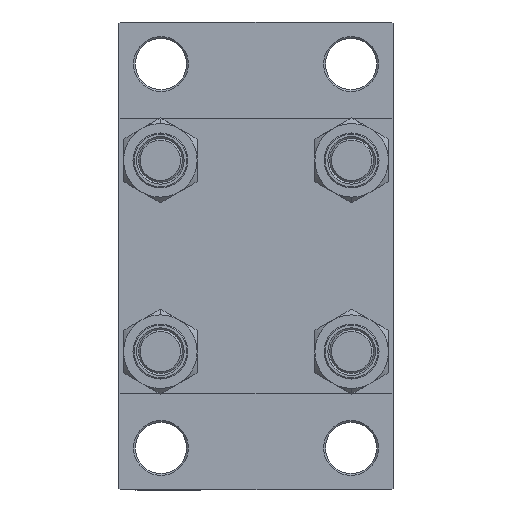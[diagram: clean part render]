
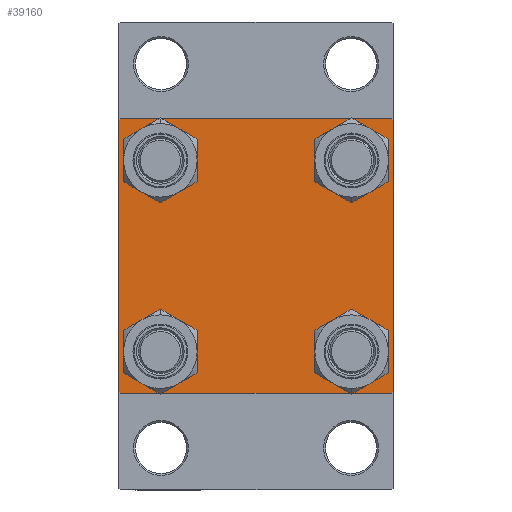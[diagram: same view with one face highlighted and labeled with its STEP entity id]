
A CAD part, left-side view. The second image highlights one B-rep face of the part: STEP entity #39160.
In plain terms, the highlighted planar face has unit normal (-1, 0, 0).
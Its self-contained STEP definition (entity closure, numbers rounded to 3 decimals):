
#13 = EDGE_CURVE ( 'NONE', #24942, #14391, #21950, .T. ) ;
#76 = VERTEX_POINT ( 'NONE', #41429 ) ;
#369 = VECTOR ( 'NONE', #11864, 1000. ) ;
#995 = VERTEX_POINT ( 'NONE', #8503 ) ;
#1008 = DIRECTION ( 'NONE',  ( 0., -0.707, 0.707 ) ) ;
#1308 = DIRECTION ( 'NONE',  ( 0., 0., 1. ) ) ;
#1584 = ORIENTED_EDGE ( 'NONE', *, *, #36925, .F. ) ;
#1905 = EDGE_CURVE ( 'NONE', #76, #32466, #35572, .T. ) ;
#2313 = LINE ( 'NONE', #9755, #39664 ) ;
#2713 = ORIENTED_EDGE ( 'NONE', *, *, #29608, .T. ) ;
#2772 = PLANE ( 'NONE',  #21787 ) ;
#3485 = DIRECTION ( 'NONE',  ( 0., 0., 1. ) ) ;
#4172 = EDGE_LOOP ( 'NONE', ( #26272, #34611, #17659, #14708, #18677, #14341, #1584, #32652 ) ) ;
#4524 = EDGE_CURVE ( 'NONE', #29490, #12436, #7646, .T. ) ;
#4931 = CARTESIAN_POINT ( 'NONE',  ( 0., -26.15, -26.15 ) ) ;
#5066 = VECTOR ( 'NONE', #38895, 1000. ) ;
#5536 = ORIENTED_EDGE ( 'NONE', *, *, #43072, .T. ) ;
#5666 = CARTESIAN_POINT ( 'NONE',  ( 0., -26.15, -26.15 ) ) ;
#5679 = DIRECTION ( 'NONE',  ( 0., 0., -1. ) ) ;
#6016 = VERTEX_POINT ( 'NONE', #45463 ) ;
#6164 = AXIS2_PLACEMENT_3D ( 'NONE', #47131, #21389, #14157 ) ;
#6225 = EDGE_LOOP ( 'NONE', ( #21381, #14282 ) ) ;
#6808 = EDGE_CURVE ( 'NONE', #11783, #30972, #8804, .T. ) ;
#7618 = AXIS2_PLACEMENT_3D ( 'NONE', #5666, #15790, #16722 ) ;
#7646 = CIRCLE ( 'NONE', #26864, 6.5 ) ;
#8503 = CARTESIAN_POINT ( 'NONE',  ( 0., -37.5, 37. ) ) ;
#8594 = CARTESIAN_POINT ( 'NONE',  ( 0., 26.15, -26.15 ) ) ;
#8804 = CIRCLE ( 'NONE', #42212, 6.5 ) ;
#8895 = CARTESIAN_POINT ( 'NONE',  ( 0., 26.15, 32.65 ) ) ;
#9705 = CARTESIAN_POINT ( 'NONE',  ( 0., 26.15, 26.15 ) ) ;
#9755 = CARTESIAN_POINT ( 'NONE',  ( 0., -37.5, 37.5 ) ) ;
#11097 = CIRCLE ( 'NONE', #45657, 6.5 ) ;
#11158 = ORIENTED_EDGE ( 'NONE', *, *, #18886, .T. ) ;
#11783 = VERTEX_POINT ( 'NONE', #28455 ) ;
#11864 = DIRECTION ( 'NONE',  ( 0., -1., 0. ) ) ;
#12204 = DIRECTION ( 'NONE',  ( 0., 0., 1. ) ) ;
#12436 = VERTEX_POINT ( 'NONE', #47281 ) ;
#12450 = DIRECTION ( 'NONE',  ( 0., 0., 1. ) ) ;
#12833 = EDGE_CURVE ( 'NONE', #995, #28687, #17383, .T. ) ;
#13289 = EDGE_LOOP ( 'NONE', ( #19612, #5536 ) ) ;
#13600 = FACE_BOUND ( 'NONE', #13289, .T. ) ;
#13633 = CIRCLE ( 'NONE', #27448, 6.5 ) ;
#14157 = DIRECTION ( 'NONE',  ( 0., 0., 1. ) ) ;
#14282 = ORIENTED_EDGE ( 'NONE', *, *, #45385, .T. ) ;
#14341 = ORIENTED_EDGE ( 'NONE', *, *, #12833, .T. ) ;
#14391 = VERTEX_POINT ( 'NONE', #38483 ) ;
#14708 = ORIENTED_EDGE ( 'NONE', *, *, #32931, .T. ) ;
#15790 = DIRECTION ( 'NONE',  ( 1., 0., 0. ) ) ;
#16380 = EDGE_CURVE ( 'NONE', #18597, #24942, #20365, .T. ) ;
#16500 = CARTESIAN_POINT ( 'NONE',  ( 0., 37.5, 37.5 ) ) ;
#16722 = DIRECTION ( 'NONE',  ( 0., 0., 1. ) ) ;
#16744 = VECTOR ( 'NONE', #42909, 1000. ) ;
#17098 = AXIS2_PLACEMENT_3D ( 'NONE', #40494, #42975, #35281 ) ;
#17383 = LINE ( 'NONE', #28222, #16744 ) ;
#17659 = ORIENTED_EDGE ( 'NONE', *, *, #26861, .T. ) ;
#17686 = DIRECTION ( 'NONE',  ( -1., 0., 0. ) ) ;
#18597 = VERTEX_POINT ( 'NONE', #30334 ) ;
#18677 = ORIENTED_EDGE ( 'NONE', *, *, #36954, .F. ) ;
#18886 = EDGE_CURVE ( 'NONE', #32466, #76, #41522, .T. ) ;
#19581 = EDGE_LOOP ( 'NONE', ( #45121, #11158 ) ) ;
#19606 = DIRECTION ( 'NONE',  ( 1., 0., 0. ) ) ;
#19612 = ORIENTED_EDGE ( 'NONE', *, *, #4524, .T. ) ;
#19672 = CARTESIAN_POINT ( 'NONE',  ( 0., 26.15, 26.15 ) ) ;
#20365 = LINE ( 'NONE', #38658, #23032 ) ;
#21198 = CARTESIAN_POINT ( 'NONE',  ( 0., 26.15, 19.65 ) ) ;
#21381 = ORIENTED_EDGE ( 'NONE', *, *, #6808, .T. ) ;
#21389 = DIRECTION ( 'NONE',  ( 1., 0., 0. ) ) ;
#21787 = AXIS2_PLACEMENT_3D ( 'NONE', #29230, #17686, #3485 ) ;
#21950 = LINE ( 'NONE', #40487, #35149 ) ;
#22795 = DIRECTION ( 'NONE',  ( 1., 0., 0. ) ) ;
#23032 = VECTOR ( 'NONE', #5679, 1000. ) ;
#23599 = LINE ( 'NONE', #30592, #38728 ) ;
#23729 = DIRECTION ( 'NONE',  ( 0., 0., -1. ) ) ;
#24389 = DIRECTION ( 'NONE',  ( 1., 0., 0. ) ) ;
#24942 = VERTEX_POINT ( 'NONE', #33983 ) ;
#25318 = DIRECTION ( 'NONE',  ( 0., -0.707, -0.707 ) ) ;
#25908 = VERTEX_POINT ( 'NONE', #45294 ) ;
#26051 = AXIS2_PLACEMENT_3D ( 'NONE', #9705, #24389, #47004 ) ;
#26272 = ORIENTED_EDGE ( 'NONE', *, *, #16380, .T. ) ;
#26361 = CARTESIAN_POINT ( 'NONE',  ( 0., -26.15, -19.65 ) ) ;
#26499 = EDGE_CURVE ( 'NONE', #45287, #30096, #11097, .T. ) ;
#26861 = EDGE_CURVE ( 'NONE', #14391, #39134, #34481, .T. ) ;
#26864 = AXIS2_PLACEMENT_3D ( 'NONE', #4931, #19606, #1308 ) ;
#26958 = CARTESIAN_POINT ( 'NONE',  ( 0., 26.15, -32.65 ) ) ;
#27448 = AXIS2_PLACEMENT_3D ( 'NONE', #36502, #32881, #47318 ) ;
#28222 = CARTESIAN_POINT ( 'NONE',  ( 0., -37.25, 37.25 ) ) ;
#28455 = CARTESIAN_POINT ( 'NONE',  ( 0., 26.15, -19.65 ) ) ;
#28687 = VERTEX_POINT ( 'NONE', #31614 ) ;
#29230 = CARTESIAN_POINT ( 'NONE',  ( 0., 0., 0. ) ) ;
#29490 = VERTEX_POINT ( 'NONE', #26361 ) ;
#29608 = EDGE_CURVE ( 'NONE', #30096, #45287, #46780, .T. ) ;
#30096 = VERTEX_POINT ( 'NONE', #21198 ) ;
#30272 = DIRECTION ( 'NONE',  ( 1., 0., 0. ) ) ;
#30334 = CARTESIAN_POINT ( 'NONE',  ( 0., 37.5, 37. ) ) ;
#30592 = CARTESIAN_POINT ( 'NONE',  ( 0., -37.25, -37.25 ) ) ;
#30706 = CARTESIAN_POINT ( 'NONE',  ( 0., -37., -37.5 ) ) ;
#30972 = VERTEX_POINT ( 'NONE', #26958 ) ;
#31110 = CARTESIAN_POINT ( 'NONE',  ( 0., 37.25, 37.25 ) ) ;
#31500 = VECTOR ( 'NONE', #37631, 1000. ) ;
#31614 = CARTESIAN_POINT ( 'NONE',  ( 0., -37., 37.5 ) ) ;
#31843 = EDGE_CURVE ( 'NONE', #25908, #18597, #41478, .T. ) ;
#32466 = VERTEX_POINT ( 'NONE', #43436 ) ;
#32652 = ORIENTED_EDGE ( 'NONE', *, *, #31843, .T. ) ;
#32881 = DIRECTION ( 'NONE',  ( 1., 0., 0. ) ) ;
#32931 = EDGE_CURVE ( 'NONE', #39134, #6016, #23599, .T. ) ;
#33983 = CARTESIAN_POINT ( 'NONE',  ( 0., 37.5, -37. ) ) ;
#34019 = CARTESIAN_POINT ( 'NONE',  ( 0., 37.5, -37.5 ) ) ;
#34481 = LINE ( 'NONE', #34019, #369 ) ;
#34611 = ORIENTED_EDGE ( 'NONE', *, *, #13, .T. ) ;
#35149 = VECTOR ( 'NONE', #25318, 1000. ) ;
#35281 = DIRECTION ( 'NONE',  ( 0., 0., 1. ) ) ;
#35572 = CIRCLE ( 'NONE', #17098, 6.5 ) ;
#35757 = FACE_BOUND ( 'NONE', #46055, .T. ) ;
#36229 = FACE_BOUND ( 'NONE', #6225, .T. ) ;
#36502 = CARTESIAN_POINT ( 'NONE',  ( 0., 26.15, -26.15 ) ) ;
#36925 = EDGE_CURVE ( 'NONE', #25908, #28687, #38660, .T. ) ;
#36954 = EDGE_CURVE ( 'NONE', #995, #6016, #2313, .T. ) ;
#37631 = DIRECTION ( 'NONE',  ( 0., 0.707, -0.707 ) ) ;
#38483 = CARTESIAN_POINT ( 'NONE',  ( 0., 37., -37.5 ) ) ;
#38658 = CARTESIAN_POINT ( 'NONE',  ( 0., 37.5, 37.5 ) ) ;
#38660 = LINE ( 'NONE', #16500, #5066 ) ;
#38728 = VECTOR ( 'NONE', #1008, 1000. ) ;
#38895 = DIRECTION ( 'NONE',  ( 0., -1., 0. ) ) ;
#39134 = VERTEX_POINT ( 'NONE', #30706 ) ;
#39160 = ADVANCED_FACE ( 'NONE', ( #47283, #13600, #36229, #35757, #39837 ), #2772, .T. ) ;
#39664 = VECTOR ( 'NONE', #23729, 1000. ) ;
#39837 = FACE_OUTER_BOUND ( 'NONE', #4172, .T. ) ;
#40487 = CARTESIAN_POINT ( 'NONE',  ( 0., 37.25, -37.25 ) ) ;
#40494 = CARTESIAN_POINT ( 'NONE',  ( 0., -26.15, 26.15 ) ) ;
#41429 = CARTESIAN_POINT ( 'NONE',  ( 0., -26.15, 32.65 ) ) ;
#41478 = LINE ( 'NONE', #31110, #31500 ) ;
#41522 = CIRCLE ( 'NONE', #6164, 6.5 ) ;
#42212 = AXIS2_PLACEMENT_3D ( 'NONE', #8594, #30272, #12450 ) ;
#42909 = DIRECTION ( 'NONE',  ( 0., 0.707, 0.707 ) ) ;
#42975 = DIRECTION ( 'NONE',  ( 1., 0., 0. ) ) ;
#43072 = EDGE_CURVE ( 'NONE', #12436, #29490, #44526, .T. ) ;
#43436 = CARTESIAN_POINT ( 'NONE',  ( 0., -26.15, 19.65 ) ) ;
#44526 = CIRCLE ( 'NONE', #7618, 6.5 ) ;
#44768 = ORIENTED_EDGE ( 'NONE', *, *, #26499, .T. ) ;
#45121 = ORIENTED_EDGE ( 'NONE', *, *, #1905, .T. ) ;
#45287 = VERTEX_POINT ( 'NONE', #8895 ) ;
#45294 = CARTESIAN_POINT ( 'NONE',  ( 0., 37., 37.5 ) ) ;
#45385 = EDGE_CURVE ( 'NONE', #30972, #11783, #13633, .T. ) ;
#45463 = CARTESIAN_POINT ( 'NONE',  ( 0., -37.5, -37. ) ) ;
#45657 = AXIS2_PLACEMENT_3D ( 'NONE', #19672, #22795, #12204 ) ;
#46055 = EDGE_LOOP ( 'NONE', ( #44768, #2713 ) ) ;
#46780 = CIRCLE ( 'NONE', #26051, 6.5 ) ;
#47004 = DIRECTION ( 'NONE',  ( 0., 0., 1. ) ) ;
#47131 = CARTESIAN_POINT ( 'NONE',  ( 0., -26.15, 26.15 ) ) ;
#47281 = CARTESIAN_POINT ( 'NONE',  ( 0., -26.15, -32.65 ) ) ;
#47283 = FACE_BOUND ( 'NONE', #19581, .T. ) ;
#47318 = DIRECTION ( 'NONE',  ( 0., 0., 1. ) ) ;
